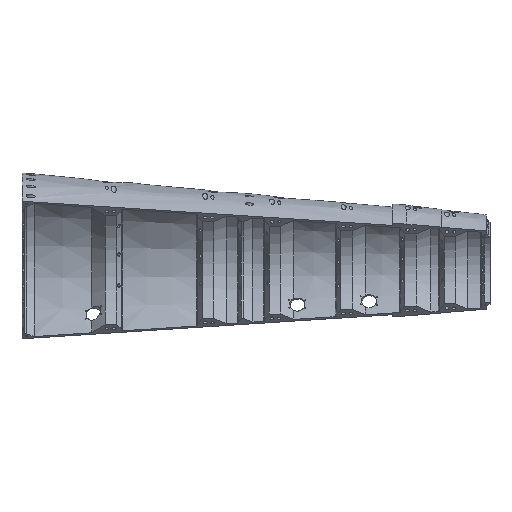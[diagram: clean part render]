
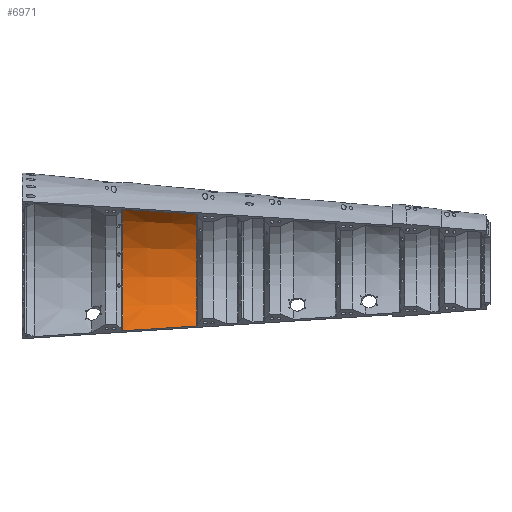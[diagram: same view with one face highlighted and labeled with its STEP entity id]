
A CAD part, front view. The second image highlights one B-rep face of the part: STEP entity #6971.
In plain terms, the highlighted conical face has half-angle 5.25 degrees and reference radius 167.201 mm.
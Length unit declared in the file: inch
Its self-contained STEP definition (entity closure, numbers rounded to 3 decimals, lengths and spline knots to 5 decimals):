
#37=CONICAL_SURFACE('',#7530,6.58273,0.092);
#243=LINE('',#17251,#554);
#244=LINE('',#17252,#555);
#554=VECTOR('',#8750,5.69389);
#555=VECTOR('',#8751,5.69389);
#1776=FACE_OUTER_BOUND('',#2239,.T.);
#2239=EDGE_LOOP('',(#5648,#5649,#5650,#5651));
#2818=CIRCLE('',#7527,6.06173);
#2821=CIRCLE('',#7531,6.58273);
#3388=VERTEX_POINT('',#17242);
#3389=VERTEX_POINT('',#17243);
#3390=VERTEX_POINT('',#17248);
#3391=VERTEX_POINT('',#17249);
#4279=EDGE_CURVE('',#3388,#3389,#2818,.T.);
#4282=EDGE_CURVE('',#3390,#3391,#2821,.T.);
#4283=EDGE_CURVE('',#3391,#3389,#243,.T.);
#4284=EDGE_CURVE('',#3388,#3390,#244,.T.);
#5648=ORIENTED_EDGE('',*,*,#4282,.T.);
#5649=ORIENTED_EDGE('',*,*,#4283,.T.);
#5650=ORIENTED_EDGE('',*,*,#4279,.F.);
#5651=ORIENTED_EDGE('',*,*,#4284,.T.);
#6971=ADVANCED_FACE('',(#1776),#37,.F.);
#7527=AXIS2_PLACEMENT_3D('',#17244,#8740,#8741);
#7530=AXIS2_PLACEMENT_3D('',#17247,#8746,#8747);
#7531=AXIS2_PLACEMENT_3D('',#17250,#8748,#8749);
#8740=DIRECTION('center_axis',(-1.,0.,0.));
#8741=DIRECTION('ref_axis',(0.,1.,0.));
#8746=DIRECTION('center_axis',(-1.,0.,0.));
#8747=DIRECTION('ref_axis',(0.,0.,1.));
#8748=DIRECTION('center_axis',(-1.,0.,0.));
#8749=DIRECTION('ref_axis',(0.,-1.,-0.02));
#8750=DIRECTION('',(0.996,-0.065,0.065));
#8751=DIRECTION('',(-0.996,-0.065,0.065));
#17242=CARTESIAN_POINT('',(13.38715,-4.28629,4.28629));
#17243=CARTESIAN_POINT('',(13.38715,4.28629,-4.28629));
#17244=CARTESIAN_POINT('Origin',(13.38715,0.,0.));
#17247=CARTESIAN_POINT('Origin',(7.71715,0.,0.));
#17248=CARTESIAN_POINT('',(7.71715,-4.65469,4.65469));
#17249=CARTESIAN_POINT('',(7.71715,4.65469,-4.65469));
#17250=CARTESIAN_POINT('Origin',(7.71715,0.,0.));
#17251=CARTESIAN_POINT('',(7.71715,4.65469,-4.65469));
#17252=CARTESIAN_POINT('',(13.38715,-4.28629,4.28629));
